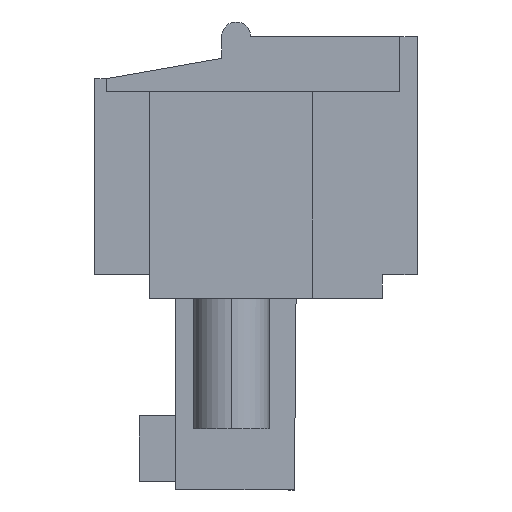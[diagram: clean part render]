
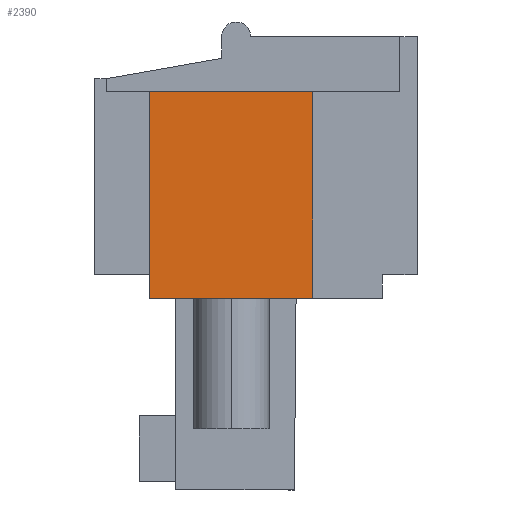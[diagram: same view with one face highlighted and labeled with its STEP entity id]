
A CAD part, left-side view. The second image highlights one B-rep face of the part: STEP entity #2390.
In plain terms, the highlighted planar face has unit normal (-1, 0, 0).
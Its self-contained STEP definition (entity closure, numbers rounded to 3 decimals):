
#2377=AXIS2_PLACEMENT_3D('Plane Axis2P3D',#2374,#2375,#2376) ;
#537=CARTESIAN_POINT('Vertex',(0.,3.6,6.6)) ;
#540=CARTESIAN_POINT('Line Origine',(0.,6.4,6.6)) ;
#544=CARTESIAN_POINT('Vertex',(0.,9.2,6.6)) ;
#1490=CARTESIAN_POINT('Line Origine',(0.,3.6,10.15)) ;
#1494=CARTESIAN_POINT('Vertex',(0.,3.6,13.7)) ;
#1832=CARTESIAN_POINT('Vertex',(0.,9.2,13.7)) ;
#1835=CARTESIAN_POINT('Line Origine',(0.,6.4,13.7)) ;
#2374=CARTESIAN_POINT('Axis2P3D Location',(0.,8.7,13.7)) ;
#2379=CARTESIAN_POINT('Line Origine',(0.,9.2,10.15)) ;
#541=DIRECTION('Vector Direction',(0.,-1.,0.)) ;
#1491=DIRECTION('Vector Direction',(0.,0.,-1.)) ;
#1836=DIRECTION('Vector Direction',(0.,-1.,0.)) ;
#2375=DIRECTION('Axis2P3D Direction',(1.,0.,0.)) ;
#2376=DIRECTION('Axis2P3D XDirection',(0.,-1.,0.)) ;
#2380=DIRECTION('Vector Direction',(0.,0.,-1.)) ;
#542=VECTOR('Line Direction',#541,1.) ;
#1492=VECTOR('Line Direction',#1491,1.) ;
#1837=VECTOR('Line Direction',#1836,1.) ;
#2381=VECTOR('Line Direction',#2380,1.) ;
#2385=ORIENTED_EDGE('',*,*,#2383,.T.) ;
#2386=ORIENTED_EDGE('',*,*,#546,.T.) ;
#2387=ORIENTED_EDGE('',*,*,#1496,.F.) ;
#2388=ORIENTED_EDGE('',*,*,#1839,.F.) ;
#2390=ADVANCED_FACE('HOUSING',(#2389),#2378,.F.) ;
#546=EDGE_CURVE('',#545,#538,#543,.T.) ;
#1496=EDGE_CURVE('',#1495,#538,#1493,.T.) ;
#1839=EDGE_CURVE('',#1833,#1495,#1838,.T.) ;
#2383=EDGE_CURVE('',#1833,#545,#2382,.T.) ;
#2384=EDGE_LOOP('',(#2385,#2386,#2387,#2388)) ;
#2389=FACE_OUTER_BOUND('',#2384,.T.) ;
#543=LINE('Line',#540,#542) ;
#1493=LINE('Line',#1490,#1492) ;
#1838=LINE('Line',#1835,#1837) ;
#2382=LINE('Line',#2379,#2381) ;
#2378=PLANE('',#2377) ;
#538=VERTEX_POINT('',#537) ;
#545=VERTEX_POINT('',#544) ;
#1495=VERTEX_POINT('',#1494) ;
#1833=VERTEX_POINT('',#1832) ;
